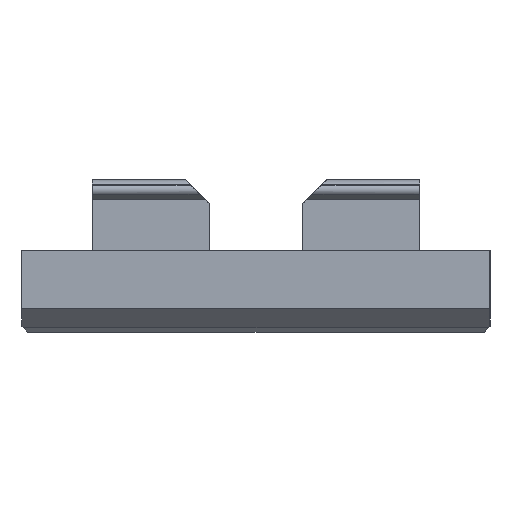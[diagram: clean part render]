
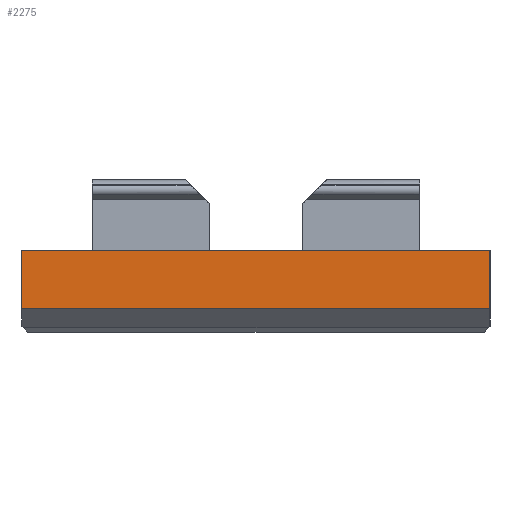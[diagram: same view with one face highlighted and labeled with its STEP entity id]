
A CAD part, left-side view. The second image highlights one B-rep face of the part: STEP entity #2275.
In plain terms, the highlighted planar face has unit normal (-1, 0, 0).
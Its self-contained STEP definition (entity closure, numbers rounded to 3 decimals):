
#165=PLANE('',#2446);
#287=FACE_OUTER_BOUND('',#416,.T.);
#416=EDGE_LOOP('',(#2108,#2109,#2110,#2111));
#533=LINE('',#3502,#784);
#541=LINE('',#3516,#792);
#653=LINE('',#3829,#904);
#670=LINE('',#3862,#921);
#784=VECTOR('',#2615,10.);
#792=VECTOR('',#2625,10.);
#904=VECTOR('',#2955,10.);
#921=VECTOR('',#2990,10.);
#1061=VERTEX_POINT('',#3499);
#1062=VERTEX_POINT('',#3501);
#1067=VERTEX_POINT('',#3514);
#1159=VERTEX_POINT('',#3828);
#1311=EDGE_CURVE('',#1061,#1062,#533,.T.);
#1319=EDGE_CURVE('',#1067,#1061,#541,.T.);
#1473=EDGE_CURVE('',#1062,#1159,#653,.T.);
#1490=EDGE_CURVE('',#1067,#1159,#670,.T.);
#2108=ORIENTED_EDGE('',*,*,#1319,.F.);
#2109=ORIENTED_EDGE('',*,*,#1490,.T.);
#2110=ORIENTED_EDGE('',*,*,#1473,.F.);
#2111=ORIENTED_EDGE('',*,*,#1311,.F.);
#2275=ADVANCED_FACE('',(#287),#165,.T.);
#2446=AXIS2_PLACEMENT_3D('',#3861,#2988,#2989);
#2615=DIRECTION('',(0.,0.,1.));
#2625=DIRECTION('',(0.,1.,0.));
#2955=DIRECTION('',(0.,-1.,0.));
#2988=DIRECTION('center_axis',(-1.,0.,0.));
#2989=DIRECTION('ref_axis',(0.,-1.,0.));
#2990=DIRECTION('',(0.,0.,1.));
#3499=CARTESIAN_POINT('',(-24.,21.77,-12.5));
#3501=CARTESIAN_POINT('',(-24.,21.77,-10.));
#3502=CARTESIAN_POINT('',(-24.,21.77,-13.5));
#3514=CARTESIAN_POINT('',(-24.,1.77,-12.5));
#3516=CARTESIAN_POINT('',(-24.,16.77,-12.5));
#3828=CARTESIAN_POINT('',(-24.,1.77,-10.));
#3829=CARTESIAN_POINT('',(-24.,21.77,-10.));
#3861=CARTESIAN_POINT('Origin',(-24.,21.77,-13.5));
#3862=CARTESIAN_POINT('',(-24.,1.77,-13.5));
